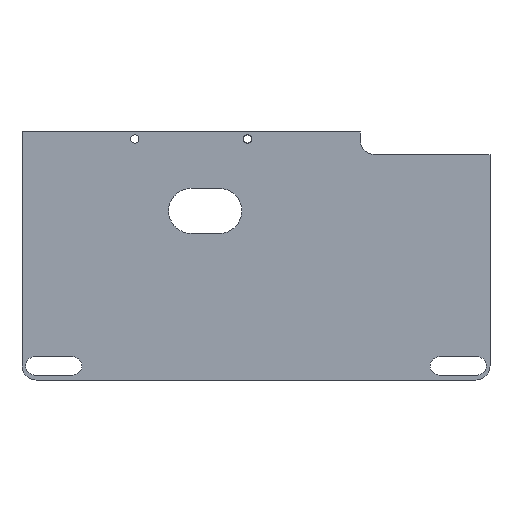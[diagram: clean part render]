
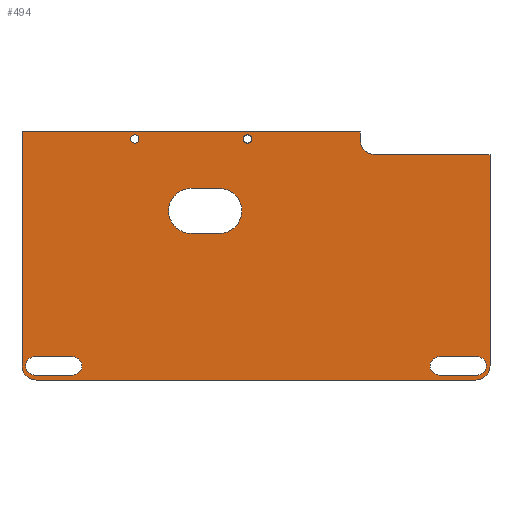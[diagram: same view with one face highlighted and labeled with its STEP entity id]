
A CAD part, front view. The second image highlights one B-rep face of the part: STEP entity #494.
In plain terms, the highlighted planar face has unit normal (0, -1, 0).
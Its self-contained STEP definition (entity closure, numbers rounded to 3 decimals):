
#1=DIRECTION('',(1.,0.,0.));
#2=VECTOR('',#1,13.5);
#3=CARTESIAN_POINT('',(-78.5,0.,-38.25));
#4=LINE('',#3,#2);
#5=CARTESIAN_POINT('',(-65.,0.,-35.));
#6=DIRECTION('',(0.,-1.,0.));
#7=DIRECTION('',(0.,0.,-1.));
#8=AXIS2_PLACEMENT_3D('',#5,#6,#7);
#10=DIRECTION('',(-1.,0.,0.));
#11=VECTOR('',#10,13.5);
#12=CARTESIAN_POINT('',(-65.,0.,-31.75));
#13=LINE('',#12,#11);
#14=CARTESIAN_POINT('',(-78.5,0.,-35.));
#15=DIRECTION('',(0.,-1.,0.));
#16=DIRECTION('',(0.,0.,1.));
#17=AXIS2_PLACEMENT_3D('',#14,#15,#16);
#19=DIRECTION('',(1.,0.,0.));
#20=VECTOR('',#19,13.5);
#21=CARTESIAN_POINT('',(65.,0.,-38.25));
#22=LINE('',#21,#20);
#23=CARTESIAN_POINT('',(78.5,0.,-35.));
#24=DIRECTION('',(0.,-1.,0.));
#25=DIRECTION('',(0.,0.,-1.));
#26=AXIS2_PLACEMENT_3D('',#23,#24,#25);
#28=DIRECTION('',(-1.,0.,0.));
#29=VECTOR('',#28,13.5);
#30=CARTESIAN_POINT('',(78.5,0.,-31.75));
#31=LINE('',#30,#29);
#32=CARTESIAN_POINT('',(65.,0.,-35.));
#33=DIRECTION('',(0.,-1.,0.));
#34=DIRECTION('',(0.,0.,1.));
#35=AXIS2_PLACEMENT_3D('',#32,#33,#34);
#37=CARTESIAN_POINT('',(-43.,0.,45.5));
#38=DIRECTION('',(0.,-1.,0.));
#39=DIRECTION('',(1.,0.,0.));
#40=AXIS2_PLACEMENT_3D('',#37,#38,#39);
#42=CARTESIAN_POINT('',(-43.,0.,45.5));
#43=DIRECTION('',(0.,-1.,0.));
#44=DIRECTION('',(-1.,0.,0.));
#45=AXIS2_PLACEMENT_3D('',#42,#43,#44);
#47=CARTESIAN_POINT('',(-3.,0.,45.5));
#48=DIRECTION('',(0.,-1.,0.));
#49=DIRECTION('',(1.,0.,0.));
#50=AXIS2_PLACEMENT_3D('',#47,#48,#49);
#52=CARTESIAN_POINT('',(-3.,0.,45.5));
#53=DIRECTION('',(0.,-1.,0.));
#54=DIRECTION('',(-1.,0.,0.));
#55=AXIS2_PLACEMENT_3D('',#52,#53,#54);
#57=CARTESIAN_POINT('',(-23.,0.,20.));
#58=DIRECTION('',(0.,1.,0.));
#59=DIRECTION('',(0.,0.,-1.));
#60=AXIS2_PLACEMENT_3D('',#57,#58,#59);
#62=DIRECTION('',(-1.,0.,0.));
#63=VECTOR('',#62,10.);
#64=CARTESIAN_POINT('',(-13.,0.,12.));
#65=LINE('',#64,#63);
#66=CARTESIAN_POINT('',(-13.,0.,20.));
#67=DIRECTION('',(0.,1.,0.));
#68=DIRECTION('',(0.,0.,1.));
#69=AXIS2_PLACEMENT_3D('',#66,#67,#68);
#71=DIRECTION('',(1.,0.,0.));
#72=VECTOR('',#71,10.);
#73=CARTESIAN_POINT('',(-23.,0.,28.));
#74=LINE('',#73,#72);
#75=CARTESIAN_POINT('',(-78.,0.,-35.));
#76=DIRECTION('',(0.,-1.,0.));
#77=DIRECTION('',(-1.,0.,0.));
#78=AXIS2_PLACEMENT_3D('',#75,#76,#77);
#80=DIRECTION('',(1.,0.,0.));
#81=VECTOR('',#80,120.);
#82=CARTESIAN_POINT('',(-83.,0.,48.));
#83=LINE('',#82,#81);
#84=DIRECTION('',(0.,0.,-1.));
#85=VECTOR('',#84,3.);
#86=CARTESIAN_POINT('',(37.,0.,48.));
#87=LINE('',#86,#85);
#88=DIRECTION('',(1.,0.,0.));
#89=VECTOR('',#88,41.);
#90=CARTESIAN_POINT('',(42.,0.,40.));
#91=LINE('',#90,#89);
#92=DIRECTION('',(0.,0.,-1.));
#93=VECTOR('',#92,75.);
#94=CARTESIAN_POINT('',(83.,0.,40.));
#95=LINE('',#94,#93);
#96=CARTESIAN_POINT('',(78.,0.,-35.));
#97=DIRECTION('',(0.,-1.,0.));
#98=DIRECTION('',(0.,0.,-1.));
#99=AXIS2_PLACEMENT_3D('',#96,#97,#98);
#101=DIRECTION('',(-1.,0.,0.));
#102=VECTOR('',#101,156.);
#103=CARTESIAN_POINT('',(78.,0.,-40.));
#104=LINE('',#103,#102);
#293=CARTESIAN_POINT('',(42.,0.,45.));
#294=DIRECTION('',(0.,1.,0.));
#295=DIRECTION('',(0.,0.,-1.));
#296=AXIS2_PLACEMENT_3D('',#293,#294,#295);
#319=DIRECTION('',(0.,0.,-1.));
#320=VECTOR('',#319,83.);
#321=CARTESIAN_POINT('',(-83.,0.,48.));
#322=LINE('',#321,#320);
#327=CARTESIAN_POINT('',(83.,0.,40.));
#329=VERTEX_POINT('',#327);
#331=CARTESIAN_POINT('',(-83.,0.,48.));
#332=CARTESIAN_POINT('',(37.,0.,48.));
#333=VERTEX_POINT('',#331);
#334=VERTEX_POINT('',#332);
#339=CARTESIAN_POINT('',(-41.5,0.,45.5));
#340=CARTESIAN_POINT('',(-44.5,0.,45.5));
#341=VERTEX_POINT('',#339);
#342=VERTEX_POINT('',#340);
#347=CARTESIAN_POINT('',(-1.5,0.,45.5));
#348=CARTESIAN_POINT('',(-4.5,0.,45.5));
#349=VERTEX_POINT('',#347);
#350=VERTEX_POINT('',#348);
#355=CARTESIAN_POINT('',(42.,0.,40.));
#357=VERTEX_POINT('',#355);
#359=CARTESIAN_POINT('',(37.,0.,45.));
#361=VERTEX_POINT('',#359);
#363=CARTESIAN_POINT('',(-83.,0.,-35.));
#364=CARTESIAN_POINT('',(-78.,0.,-40.));
#365=VERTEX_POINT('',#363);
#366=VERTEX_POINT('',#364);
#371=CARTESIAN_POINT('',(78.,0.,-40.));
#372=CARTESIAN_POINT('',(83.,0.,-35.));
#373=VERTEX_POINT('',#371);
#374=VERTEX_POINT('',#372);
#379=CARTESIAN_POINT('',(-78.5,0.,-38.25));
#380=CARTESIAN_POINT('',(-65.,0.,-38.25));
#381=VERTEX_POINT('',#379);
#382=VERTEX_POINT('',#380);
#383=CARTESIAN_POINT('',(-65.,0.,-31.75));
#384=VERTEX_POINT('',#383);
#385=CARTESIAN_POINT('',(-78.5,0.,-31.75));
#386=VERTEX_POINT('',#385);
#395=CARTESIAN_POINT('',(65.,0.,-38.25));
#396=CARTESIAN_POINT('',(78.5,0.,-38.25));
#397=VERTEX_POINT('',#395);
#398=VERTEX_POINT('',#396);
#399=CARTESIAN_POINT('',(78.5,0.,-31.75));
#400=VERTEX_POINT('',#399);
#401=CARTESIAN_POINT('',(65.,0.,-31.75));
#402=VERTEX_POINT('',#401);
#411=CARTESIAN_POINT('',(-23.,0.,12.));
#412=CARTESIAN_POINT('',(-23.,0.,28.));
#413=VERTEX_POINT('',#411);
#414=VERTEX_POINT('',#412);
#415=CARTESIAN_POINT('',(-13.,0.,28.));
#416=VERTEX_POINT('',#415);
#417=CARTESIAN_POINT('',(-13.,0.,12.));
#418=VERTEX_POINT('',#417);
#427=CARTESIAN_POINT('',(0.,0.,0.));
#428=DIRECTION('',(0.,1.,0.));
#429=DIRECTION('',(1.,0.,0.));
#430=AXIS2_PLACEMENT_3D('',#427,#428,#429);
#431=PLANE('',#430);
#433=ORIENTED_EDGE('',*,*,#432,.F.);
#435=ORIENTED_EDGE('',*,*,#434,.F.);
#437=ORIENTED_EDGE('',*,*,#436,.T.);
#439=ORIENTED_EDGE('',*,*,#438,.T.);
#441=ORIENTED_EDGE('',*,*,#440,.F.);
#443=ORIENTED_EDGE('',*,*,#442,.T.);
#445=ORIENTED_EDGE('',*,*,#444,.T.);
#447=ORIENTED_EDGE('',*,*,#446,.F.);
#449=ORIENTED_EDGE('',*,*,#448,.T.);
#450=EDGE_LOOP('',(#433,#435,#437,#439,#441,#443,#445,#447,#449));
#451=FACE_OUTER_BOUND('',#450,.F.);
#453=ORIENTED_EDGE('',*,*,#452,.T.);
#455=ORIENTED_EDGE('',*,*,#454,.T.);
#457=ORIENTED_EDGE('',*,*,#456,.T.);
#459=ORIENTED_EDGE('',*,*,#458,.T.);
#460=EDGE_LOOP('',(#453,#455,#457,#459));
#461=FACE_BOUND('',#460,.F.);
#463=ORIENTED_EDGE('',*,*,#462,.T.);
#465=ORIENTED_EDGE('',*,*,#464,.T.);
#466=EDGE_LOOP('',(#463,#465));
#467=FACE_BOUND('',#466,.F.);
#469=ORIENTED_EDGE('',*,*,#468,.T.);
#471=ORIENTED_EDGE('',*,*,#470,.T.);
#472=EDGE_LOOP('',(#469,#471));
#473=FACE_BOUND('',#472,.F.);
#475=ORIENTED_EDGE('',*,*,#474,.F.);
#477=ORIENTED_EDGE('',*,*,#476,.F.);
#479=ORIENTED_EDGE('',*,*,#478,.F.);
#481=ORIENTED_EDGE('',*,*,#480,.F.);
#482=EDGE_LOOP('',(#475,#477,#479,#481));
#483=FACE_BOUND('',#482,.F.);
#485=ORIENTED_EDGE('',*,*,#484,.T.);
#487=ORIENTED_EDGE('',*,*,#486,.T.);
#489=ORIENTED_EDGE('',*,*,#488,.T.);
#491=ORIENTED_EDGE('',*,*,#490,.T.);
#492=EDGE_LOOP('',(#485,#487,#489,#491));
#493=FACE_BOUND('',#492,.F.);
#494=ADVANCED_FACE('',(#451,#461,#467,#473,#483,#493),#431,.F.);
#9=CIRCLE('',#8,3.25);
#18=CIRCLE('',#17,3.25);
#27=CIRCLE('',#26,3.25);
#36=CIRCLE('',#35,3.25);
#41=CIRCLE('',#40,1.5);
#46=CIRCLE('',#45,1.5);
#51=CIRCLE('',#50,1.5);
#56=CIRCLE('',#55,1.5);
#61=CIRCLE('',#60,8.);
#70=CIRCLE('',#69,8.);
#79=CIRCLE('',#78,5.);
#100=CIRCLE('',#99,5.);
#297=CIRCLE('',#296,5.);
#432=EDGE_CURVE('',#365,#366,#79,.T.);
#434=EDGE_CURVE('',#333,#365,#322,.T.);
#436=EDGE_CURVE('',#333,#334,#83,.T.);
#438=EDGE_CURVE('',#334,#361,#87,.T.);
#440=EDGE_CURVE('',#357,#361,#297,.T.);
#442=EDGE_CURVE('',#357,#329,#91,.T.);
#444=EDGE_CURVE('',#329,#374,#95,.T.);
#446=EDGE_CURVE('',#373,#374,#100,.T.);
#448=EDGE_CURVE('',#373,#366,#104,.T.);
#452=EDGE_CURVE('',#397,#398,#22,.T.);
#454=EDGE_CURVE('',#398,#400,#27,.T.);
#456=EDGE_CURVE('',#400,#402,#31,.T.);
#458=EDGE_CURVE('',#402,#397,#36,.T.);
#462=EDGE_CURVE('',#341,#342,#41,.T.);
#464=EDGE_CURVE('',#342,#341,#46,.T.);
#468=EDGE_CURVE('',#349,#350,#51,.T.);
#470=EDGE_CURVE('',#350,#349,#56,.T.);
#474=EDGE_CURVE('',#413,#414,#61,.T.);
#476=EDGE_CURVE('',#418,#413,#65,.T.);
#478=EDGE_CURVE('',#416,#418,#70,.T.);
#480=EDGE_CURVE('',#414,#416,#74,.T.);
#484=EDGE_CURVE('',#381,#382,#4,.T.);
#486=EDGE_CURVE('',#382,#384,#9,.T.);
#488=EDGE_CURVE('',#384,#386,#13,.T.);
#490=EDGE_CURVE('',#386,#381,#18,.T.);
